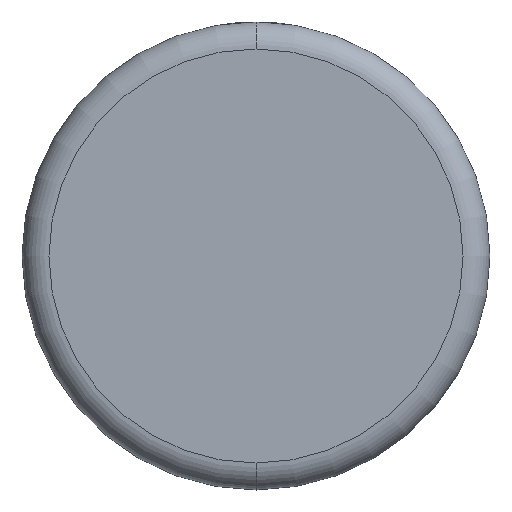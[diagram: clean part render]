
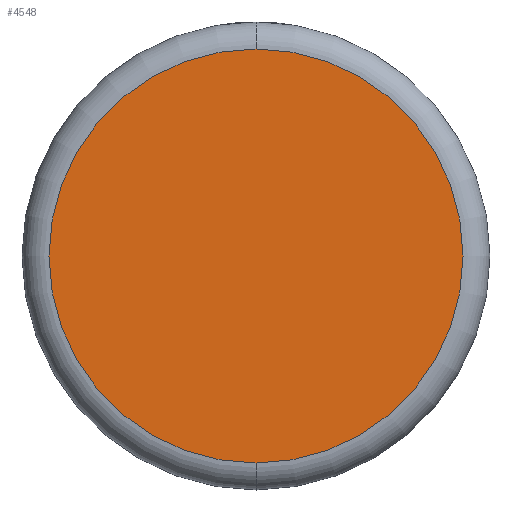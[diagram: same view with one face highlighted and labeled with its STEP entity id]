
A CAD part, front view. The second image highlights one B-rep face of the part: STEP entity #4548.
In plain terms, the highlighted planar face has unit normal (0, -1, 0).
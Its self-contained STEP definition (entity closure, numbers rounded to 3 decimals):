
#5 = CARTESIAN_POINT ( 'NONE',  ( 0., 0., 0. ) ) ;
#147 = EDGE_CURVE ( 'NONE', #3834, #3727, #1217, .T. ) ;
#454 = FACE_OUTER_BOUND ( 'NONE', #3831, .T. ) ;
#602 = CARTESIAN_POINT ( 'NONE',  ( 0., 0., 0. ) ) ;
#609 = CIRCLE ( 'NONE', #1739, 15.926 ) ;
#628 = DIRECTION ( 'NONE',  ( 0., 0., 1. ) ) ;
#985 = DIRECTION ( 'NONE',  ( 0., 0., 1. ) ) ;
#1131 = DIRECTION ( 'NONE',  ( 0., -1., 0. ) ) ;
#1195 = CARTESIAN_POINT ( 'NONE',  ( 0., 0., -15.926 ) ) ;
#1217 = CIRCLE ( 'NONE', #2932, 15.926 ) ;
#1554 = AXIS2_PLACEMENT_3D ( 'NONE', #1717, #3537, #628 ) ;
#1691 = EDGE_CURVE ( 'NONE', #3727, #3834, #609, .T. ) ;
#1717 = CARTESIAN_POINT ( 'NONE',  ( 0., 0., 0. ) ) ;
#1739 = AXIS2_PLACEMENT_3D ( 'NONE', #5, #1131, #3667 ) ;
#2105 = PLANE ( 'NONE',  #1554 ) ;
#2533 = CARTESIAN_POINT ( 'NONE',  ( 0., 0., 15.926 ) ) ;
#2771 = ORIENTED_EDGE ( 'NONE', *, *, #1691, .T. ) ;
#2932 = AXIS2_PLACEMENT_3D ( 'NONE', #602, #3151, #985 ) ;
#3151 = DIRECTION ( 'NONE',  ( 0., -1., 0. ) ) ;
#3209 = ORIENTED_EDGE ( 'NONE', *, *, #147, .T. ) ;
#3537 = DIRECTION ( 'NONE',  ( 0., 1., 0. ) ) ;
#3667 = DIRECTION ( 'NONE',  ( 0., 0., 1. ) ) ;
#3727 = VERTEX_POINT ( 'NONE', #2533 ) ;
#3831 = EDGE_LOOP ( 'NONE', ( #2771, #3209 ) ) ;
#3834 = VERTEX_POINT ( 'NONE', #1195 ) ;
#4548 = ADVANCED_FACE ( 'NONE', ( #454 ), #2105, .F. ) ;
